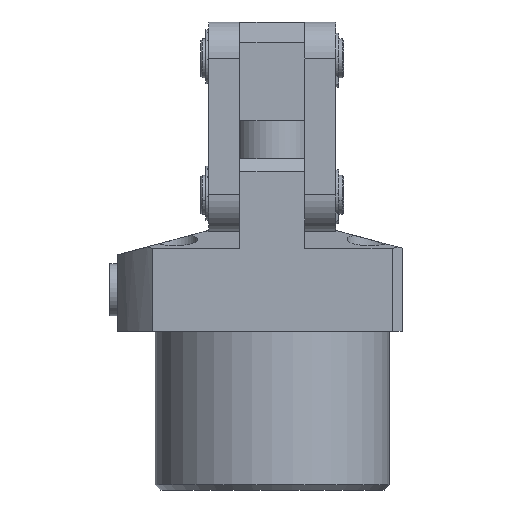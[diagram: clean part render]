
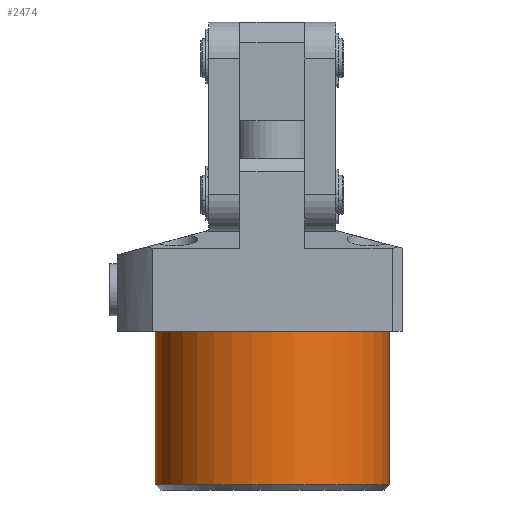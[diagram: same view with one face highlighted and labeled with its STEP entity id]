
A CAD part, front view. The second image highlights one B-rep face of the part: STEP entity #2474.
In plain terms, the highlighted cylindrical face has radius 45 mm (diameter 90 mm), a partial arc.
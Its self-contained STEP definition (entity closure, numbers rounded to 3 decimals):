
#400 = ORIENTED_EDGE ( 'NONE', *, *, #1659, .T. ) ;
#401 = ORIENTED_EDGE ( 'NONE', *, *, #1546, .T. ) ;
#403 = ORIENTED_EDGE ( 'NONE', *, *, #1574, .T. ) ;
#719 = EDGE_LOOP ( 'NONE', ( #3233, #400, #401, #403 ) ) ;
#1298 = AXIS2_PLACEMENT_3D ( 'NONE', #3866, #3867, #3868 ) ;
#1346 = AXIS2_PLACEMENT_3D ( 'NONE', #9968, #9966, #9967 ) ;
#1544 = EDGE_CURVE ( 'NONE', #3471, #9860, #4735, .T. ) ;
#1546 = EDGE_CURVE ( 'NONE', #3473, #9906, #4742, .T. ) ;
#1574 = EDGE_CURVE ( 'NONE', #9906, #9860, #4783, .T. ) ;
#1659 = EDGE_CURVE ( 'NONE', #3471, #3473, #4893, .T. ) ;
#1752 = CARTESIAN_POINT ( 'NONE',  ( 45., 0., -61. ) ) ;
#1778 = DIRECTION ( 'NONE',  ( 0., 0., 1. ) ) ;
#1830 = CARTESIAN_POINT ( 'NONE',  ( -45., 0., -61. ) ) ;
#1835 = DIRECTION ( 'NONE',  ( 0., 0., 1. ) ) ;
#2474 = ADVANCED_FACE ( 'NONE', ( #6367 ), #6364, .T. ) ;
#2669 = AXIS2_PLACEMENT_3D ( 'NONE', #8619, #8617, #8611 ) ;
#3233 = ORIENTED_EDGE ( 'NONE', *, *, #1544, .F. ) ;
#3471 = VERTEX_POINT ( 'NONE', #8841 ) ;
#3473 = VERTEX_POINT ( 'NONE', #8843 ) ;
#3866 = CARTESIAN_POINT ( 'NONE',  ( 0., 0., -59. ) ) ;
#3867 = DIRECTION ( 'NONE',  ( 0., 0., 1. ) ) ;
#3868 = DIRECTION ( 'NONE',  ( -1., 0., 0. ) ) ;
#4735 = LINE ( 'NONE', #1830, #4741 ) ;
#4741 = VECTOR ( 'NONE', #1778, 1000. ) ;
#4742 = LINE ( 'NONE', #1752, #4744 ) ;
#4744 = VECTOR ( 'NONE', #1835, 1000. ) ;
#4783 = CIRCLE ( 'NONE', #1346, 45. ) ;
#4893 = CIRCLE ( 'NONE', #1298, 45. ) ;
#6364 = CYLINDRICAL_SURFACE ( 'NONE', #2669, 45. ) ;
#6367 = FACE_OUTER_BOUND ( 'NONE', #719, .T. ) ;
#8611 = DIRECTION ( 'NONE',  ( 1., 0., 0. ) ) ;
#8617 = DIRECTION ( 'NONE',  ( 0., 0., 1. ) ) ;
#8619 = CARTESIAN_POINT ( 'NONE',  ( 0., 0., -61. ) ) ;
#8841 = CARTESIAN_POINT ( 'NONE',  ( -45., 0., -59. ) ) ;
#8843 = CARTESIAN_POINT ( 'NONE',  ( 45., 0., -59. ) ) ;
#9113 = CARTESIAN_POINT ( 'NONE',  ( -45., 0., 0. ) ) ;
#9159 = CARTESIAN_POINT ( 'NONE',  ( 45., 0., 0. ) ) ;
#9860 = VERTEX_POINT ( 'NONE', #9113 ) ;
#9906 = VERTEX_POINT ( 'NONE', #9159 ) ;
#9966 = DIRECTION ( 'NONE',  ( 0., 0., -1. ) ) ;
#9967 = DIRECTION ( 'NONE',  ( 1., 0., 0. ) ) ;
#9968 = CARTESIAN_POINT ( 'NONE',  ( 0., 0., 0. ) ) ;
